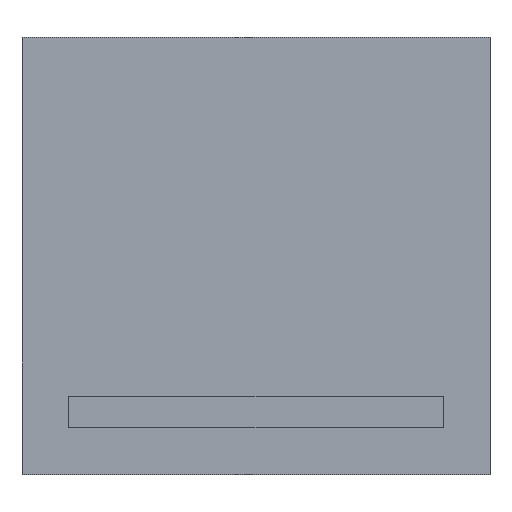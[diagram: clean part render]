
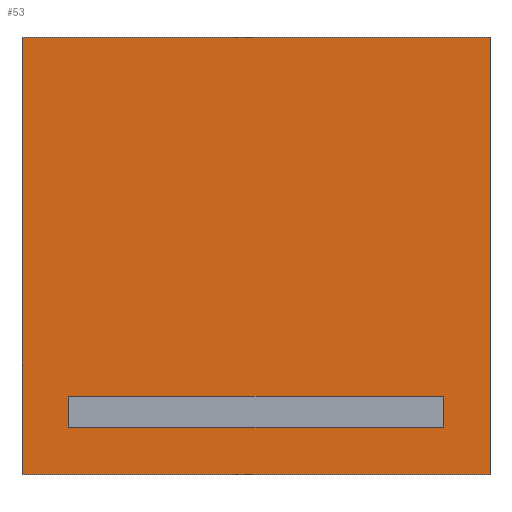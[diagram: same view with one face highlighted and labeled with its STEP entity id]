
A CAD part, top view. The second image highlights one B-rep face of the part: STEP entity #53.
In plain terms, the highlighted planar face has unit normal (0, 0, 1).
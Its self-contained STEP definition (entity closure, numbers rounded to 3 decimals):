
#53=ADVANCED_FACE('',(#332,#334),#336,.T.);
#332=FACE_BOUND('',#333,.T.);
#333=EDGE_LOOP('',(#591,#592,#593,#594));
#334=FACE_BOUND('',#335,.T.);
#335=EDGE_LOOP('',(#595,#596,#597,#598));
#336=PLANE('',#337);
#337=AXIS2_PLACEMENT_3D('',#338,#339,#340);
#338=CARTESIAN_POINT('',(0.,0.,7.2));
#339=DIRECTION('',(0.,0.,1.));
#340=DIRECTION('',(-1.,0.,0.));
#591=ORIENTED_EDGE('',*,*,#679,.T.);
#592=ORIENTED_EDGE('',*,*,#680,.T.);
#593=ORIENTED_EDGE('',*,*,#681,.T.);
#594=ORIENTED_EDGE('',*,*,#682,.T.);
#595=ORIENTED_EDGE('',*,*,#683,.T.);
#596=ORIENTED_EDGE('',*,*,#684,.T.);
#597=ORIENTED_EDGE('',*,*,#685,.T.);
#598=ORIENTED_EDGE('',*,*,#686,.T.);
#679=EDGE_CURVE('',#723,#724,#725,.T.);
#680=EDGE_CURVE('',#724,#726,#727,.T.);
#681=EDGE_CURVE('',#726,#728,#729,.T.);
#682=EDGE_CURVE('',#728,#723,#730,.T.);
#683=EDGE_CURVE('',#731,#732,#733,.F.);
#684=EDGE_CURVE('',#732,#734,#735,.F.);
#685=EDGE_CURVE('',#734,#736,#737,.F.);
#686=EDGE_CURVE('',#736,#731,#738,.F.);
#723=VERTEX_POINT('',#803);
#724=VERTEX_POINT('',#804);
#725=LINE('',#805,#806);
#726=VERTEX_POINT('',#808);
#727=LINE('',#809,#810);
#728=VERTEX_POINT('',#812);
#729=LINE('',#813,#814);
#730=LINE('',#816,#817);
#731=VERTEX_POINT('',#819);
#732=VERTEX_POINT('',#820);
#733=LINE('',#821,#822);
#734=VERTEX_POINT('',#824);
#735=LINE('',#825,#826);
#736=VERTEX_POINT('',#828);
#737=LINE('',#829,#830);
#738=LINE('',#832,#833);
#803=CARTESIAN_POINT('',(-7.5,-7.,7.2));
#804=CARTESIAN_POINT('',(7.5,-7.,7.2));
#805=CARTESIAN_POINT('',(-7.5,-7.,7.2));
#806=VECTOR('',#807,1.);
#807=DIRECTION('',(1.,0.,0.));
#808=CARTESIAN_POINT('',(7.5,7.,7.2));
#809=CARTESIAN_POINT('',(7.5,-7.,7.2));
#810=VECTOR('',#811,1.);
#811=DIRECTION('',(0.,1.,0.));
#812=CARTESIAN_POINT('',(-7.5,7.,7.2));
#813=CARTESIAN_POINT('',(7.5,7.,7.2));
#814=VECTOR('',#815,1.);
#815=DIRECTION('',(-1.,0.,0.));
#816=CARTESIAN_POINT('',(-7.5,7.,7.2));
#817=VECTOR('',#818,1.);
#818=DIRECTION('',(0.,-1.,0.));
#819=CARTESIAN_POINT('',(6.,-5.5,7.2));
#820=CARTESIAN_POINT('',(-6.,-5.5,7.2));
#821=CARTESIAN_POINT('',(-6.,-5.5,7.2));
#822=VECTOR('',#823,1.);
#823=DIRECTION('',(1.,0.,0.));
#824=CARTESIAN_POINT('',(-6.,-4.5,7.2));
#825=CARTESIAN_POINT('',(-6.,-4.5,7.2));
#826=VECTOR('',#827,1.);
#827=DIRECTION('',(0.,-1.,0.));
#828=CARTESIAN_POINT('',(6.,-4.5,7.2));
#829=CARTESIAN_POINT('',(6.,-4.5,7.2));
#830=VECTOR('',#831,1.);
#831=DIRECTION('',(-1.,0.,0.));
#832=CARTESIAN_POINT('',(6.,-5.5,7.2));
#833=VECTOR('',#834,1.);
#834=DIRECTION('',(0.,1.,0.));
